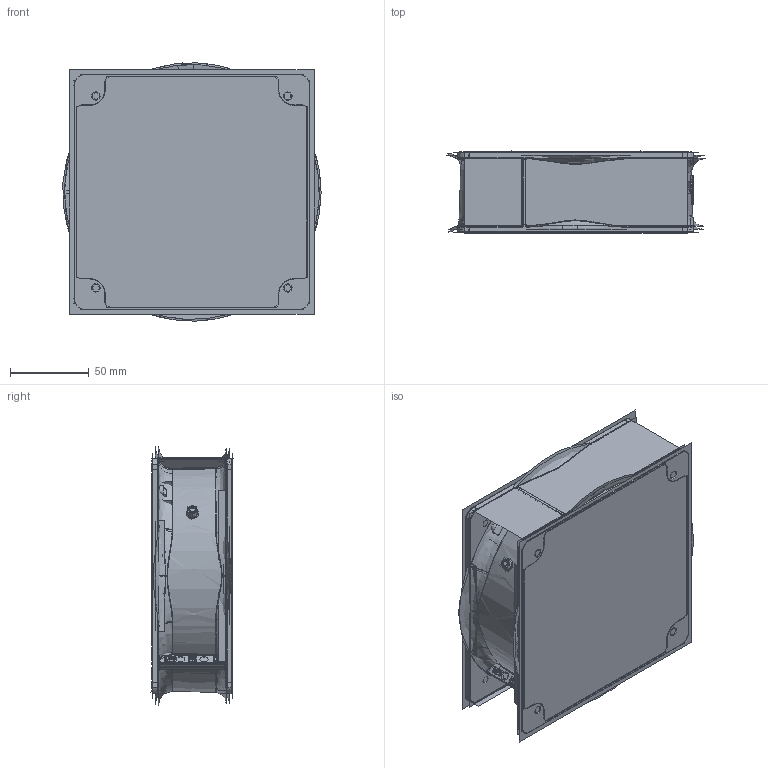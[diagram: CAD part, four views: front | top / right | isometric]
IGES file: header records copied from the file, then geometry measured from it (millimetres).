
Start section:  PTC IGES file: DC-150x150x50-2.igs
Global section: file name: DC-150x150x50-2.igs; native system: Pro/ENGINEER by Parametric Technology Corporation; preprocessor: 2009440; author: Administrator; organization: Unknown; date: 20190502.111124; units: millimetre
Bounding box: 164.18 x 52.39 x 164.29 mm (x, y, z)
Volume: 61745.2 mm3; surface area: 639887.3 mm2
Topology: 1 solids, 3 shells, 2068 faces, 10484 edges, 13138 vertices
Faces by surface type: bspline 1080, revolution 964, extrusion 24
